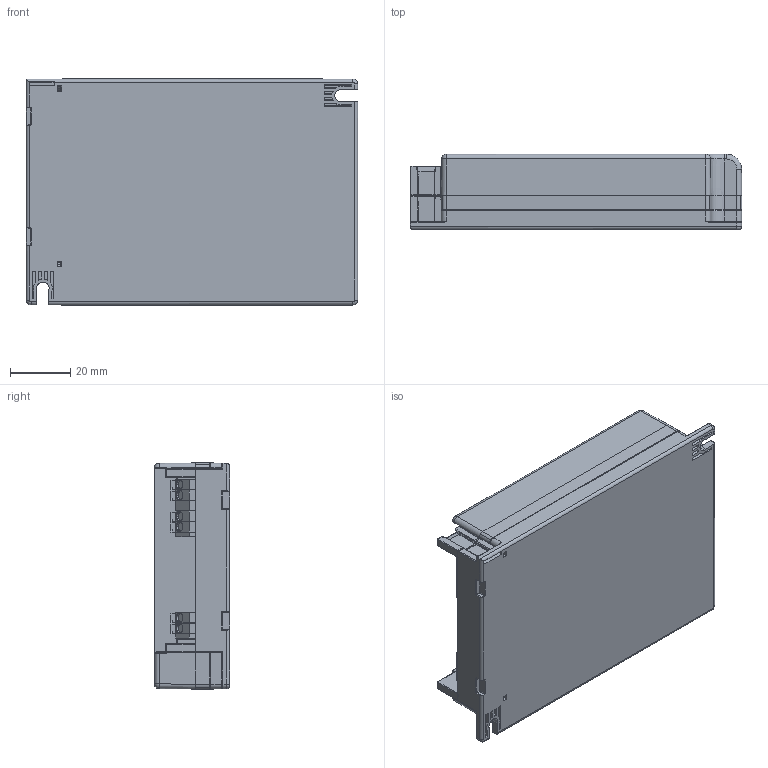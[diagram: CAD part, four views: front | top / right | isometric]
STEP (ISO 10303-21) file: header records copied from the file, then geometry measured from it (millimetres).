
FILE_DESCRIPTION (( 'STEP AP214' ), '1' );
FILE_NAME ('OTi DALI 50 220-240 1A4 NFC.STEP', '2019-06-17T10:32:34', ( '' ), ( '' ), 'SwSTEP 2.0', 'SolidWorks 2017', '' );
FILE_SCHEMA (( 'AUTOMOTIVE_DESIGN' ));
Length unit declared in the file: millimetre
Products named in the file (1): OTi DALI 50 220-240 1A4 NFC
Bounding box: 110 x 25 x 75 mm (x, y, z)
Volume: 183138 mm3; surface area: 33056.9 mm2
Topology: 1 solids, 6 shells, 1479 faces, 3750 edges, 2225 vertices
Faces by surface type: plane 846, cylinder 362, bspline 114, sphere 73, cone 51, torus 33
Entity records: 60652 total; most frequent: CARTESIAN_POINT 10643, ORIENTED_EDGE 7356, DIRECTION 6643, EDGE_CURVE 3678, LINE 2553, VECTOR 2553, VERTEX_POINT 2225, AXIS2_PLACEMENT_3D 2045
